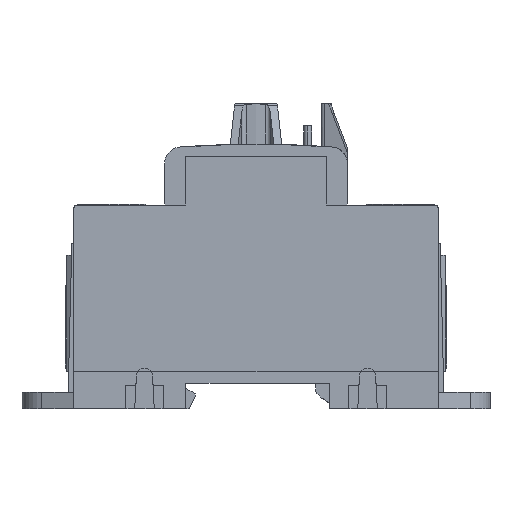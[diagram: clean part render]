
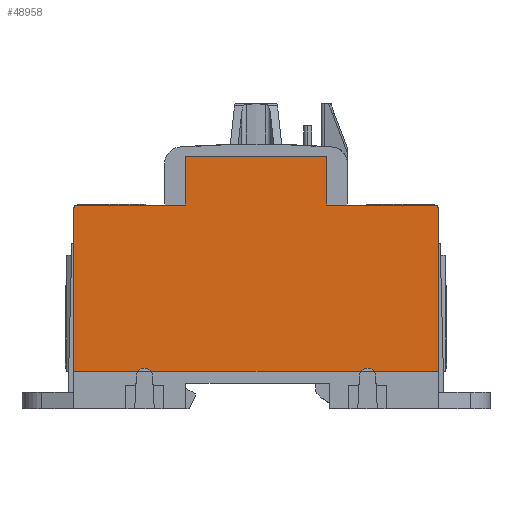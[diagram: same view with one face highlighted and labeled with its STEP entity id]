
A CAD part, left-side view. The second image highlights one B-rep face of the part: STEP entity #48958.
In plain terms, the highlighted planar face has unit normal (-1, 0, 0).
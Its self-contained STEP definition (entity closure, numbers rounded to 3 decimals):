
#36809=DIRECTION('',(0.,1.,0.));
#36810=VECTOR('',#36809,26.5);
#36811=CARTESIAN_POINT('',(-120.5,-96.5,50.2));
#36812=LINE('',#36811,#36810);
#36980=DIRECTION('',(0.,0.,1.));
#36981=VECTOR('',#36980,12.);
#36982=CARTESIAN_POINT('',(-120.5,-35.,50.2));
#36983=LINE('',#36982,#36981);
#36987=DIRECTION('',(0.,-1.,0.));
#36988=VECTOR('',#36987,35.);
#36989=CARTESIAN_POINT('',(-120.5,-35.,62.2));
#36990=LINE('',#36989,#36988);
#36994=DIRECTION('',(0.,0.,-1.));
#36995=VECTOR('',#36994,12.);
#36996=CARTESIAN_POINT('',(-120.5,-70.,62.2));
#36997=LINE('',#36996,#36995);
#37001=CARTESIAN_POINT('',(-120.5,-96.5,49.2));
#37002=DIRECTION('',(1.,0.,0.));
#37003=DIRECTION('',(0.,0.,1.));
#37004=AXIS2_PLACEMENT_3D('',#37001,#37002,#37003);
#37009=DIRECTION('',(0.,0.,-1.));
#37010=VECTOR('',#37009,40.);
#37011=CARTESIAN_POINT('',(-120.5,-97.5,49.2));
#37012=LINE('',#37011,#37010);
#37016=DIRECTION('',(0.,-1.,0.));
#37017=VECTOR('',#37016,15.897);
#37018=CARTESIAN_POINT('',(-120.5,-81.603,9.2));
#37019=LINE('',#37018,#37017);
#37023=CARTESIAN_POINT('',(-120.5,-80.,8.));
#37024=DIRECTION('',(-1.,0.,0.));
#37025=DIRECTION('',(0.,-0.801,0.599));
#37026=AXIS2_PLACEMENT_3D('',#37023,#37024,#37025);
#37031=DIRECTION('',(0.,-1.,0.));
#37032=VECTOR('',#37031,51.794);
#37033=CARTESIAN_POINT('',(-120.5,-26.603,9.2));
#37034=LINE('',#37033,#37032);
#37038=CARTESIAN_POINT('',(-120.5,-25.,8.));
#37039=DIRECTION('',(-1.,0.,0.));
#37040=DIRECTION('',(0.,-0.801,0.599));
#37041=AXIS2_PLACEMENT_3D('',#37038,#37039,#37040);
#37046=DIRECTION('',(0.,-1.,0.));
#37047=VECTOR('',#37046,15.897);
#37048=CARTESIAN_POINT('',(-120.5,-7.5,9.2));
#37049=LINE('',#37048,#37047);
#37053=DIRECTION('',(0.,0.,1.));
#37054=VECTOR('',#37053,40.);
#37055=CARTESIAN_POINT('',(-120.5,-7.5,9.2));
#37056=LINE('',#37055,#37054);
#37060=CARTESIAN_POINT('',(-120.5,-8.5,49.2));
#37061=DIRECTION('',(1.,0.,0.));
#37062=DIRECTION('',(0.,1.,0.));
#37063=AXIS2_PLACEMENT_3D('',#37060,#37061,#37062);
#37075=DIRECTION('',(0.,1.,0.));
#37076=VECTOR('',#37075,26.5);
#37077=CARTESIAN_POINT('',(-120.5,-35.,50.2));
#37078=LINE('',#37077,#37076);
#45613=CARTESIAN_POINT('',(-120.5,-7.5,49.2));
#45614=CARTESIAN_POINT('',(-120.5,-8.5,50.2));
#45615=VERTEX_POINT('',#45613);
#45616=VERTEX_POINT('',#45614);
#45617=CARTESIAN_POINT('',(-120.5,-96.5,50.2));
#45618=CARTESIAN_POINT('',(-120.5,-97.5,49.2));
#45619=VERTEX_POINT('',#45617);
#45620=VERTEX_POINT('',#45618);
#47001=CARTESIAN_POINT('',(-120.5,-7.5,9.2));
#47002=CARTESIAN_POINT('',(-120.5,-23.397,9.2));
#47003=VERTEX_POINT('',#47001);
#47004=VERTEX_POINT('',#47002);
#47005=CARTESIAN_POINT('',(-120.5,-26.603,9.2));
#47006=CARTESIAN_POINT('',(-120.5,-78.397,9.2));
#47007=VERTEX_POINT('',#47005);
#47008=VERTEX_POINT('',#47006);
#47009=CARTESIAN_POINT('',(-120.5,-81.603,9.2));
#47010=CARTESIAN_POINT('',(-120.5,-97.5,9.2));
#47011=VERTEX_POINT('',#47009);
#47012=VERTEX_POINT('',#47010);
#47113=CARTESIAN_POINT('',(-120.5,-35.,50.2));
#47114=CARTESIAN_POINT('',(-120.5,-35.,62.2));
#47115=VERTEX_POINT('',#47113);
#47116=VERTEX_POINT('',#47114);
#47117=CARTESIAN_POINT('',(-120.5,-70.,62.2));
#47118=VERTEX_POINT('',#47117);
#47119=CARTESIAN_POINT('',(-120.5,-70.,50.2));
#47120=VERTEX_POINT('',#47119);
#48927=CARTESIAN_POINT('',(-120.5,0.,0.));
#48928=DIRECTION('',(-1.,0.,0.));
#48929=DIRECTION('',(0.,-1.,0.));
#48930=AXIS2_PLACEMENT_3D('',#48927,#48928,#48929);
#48931=PLANE('',#48930);
#48933=ORIENTED_EDGE('',*,*,#48932,.F.);
#48935=ORIENTED_EDGE('',*,*,#48934,.T.);
#48937=ORIENTED_EDGE('',*,*,#48936,.T.);
#48939=ORIENTED_EDGE('',*,*,#48938,.T.);
#48940=ORIENTED_EDGE('',*,*,#48835,.F.);
#48942=ORIENTED_EDGE('',*,*,#48941,.T.);
#48944=ORIENTED_EDGE('',*,*,#48943,.T.);
#48945=ORIENTED_EDGE('',*,*,#48683,.F.);
#48947=ORIENTED_EDGE('',*,*,#48946,.T.);
#48948=ORIENTED_EDGE('',*,*,#48675,.F.);
#48950=ORIENTED_EDGE('',*,*,#48949,.T.);
#48951=ORIENTED_EDGE('',*,*,#48667,.F.);
#48953=ORIENTED_EDGE('',*,*,#48952,.T.);
#48955=ORIENTED_EDGE('',*,*,#48954,.T.);
#48956=EDGE_LOOP('',(#48933,#48935,#48937,#48939,#48940,#48942,#48944,#48945,
#48947,#48948,#48950,#48951,#48953,#48955));
#48957=FACE_OUTER_BOUND('',#48956,.F.);
#37005=CIRCLE('',#37004,1.);
#37027=CIRCLE('',#37026,2.002);
#37042=CIRCLE('',#37041,2.002);
#37064=CIRCLE('',#37063,1.);
#48667=EDGE_CURVE('',#47003,#47004,#37049,.T.);
#48675=EDGE_CURVE('',#47007,#47008,#37034,.T.);
#48683=EDGE_CURVE('',#47011,#47012,#37019,.T.);
#48835=EDGE_CURVE('',#45619,#47120,#36812,.T.);
#48932=EDGE_CURVE('',#47115,#45616,#37078,.T.);
#48934=EDGE_CURVE('',#47115,#47116,#36983,.T.);
#48936=EDGE_CURVE('',#47116,#47118,#36990,.T.);
#48938=EDGE_CURVE('',#47118,#47120,#36997,.T.);
#48941=EDGE_CURVE('',#45619,#45620,#37005,.T.);
#48943=EDGE_CURVE('',#45620,#47012,#37012,.T.);
#48946=EDGE_CURVE('',#47011,#47008,#37027,.T.);
#48949=EDGE_CURVE('',#47007,#47004,#37042,.T.);
#48952=EDGE_CURVE('',#47003,#45615,#37056,.T.);
#48954=EDGE_CURVE('',#45615,#45616,#37064,.T.);
#48958=ADVANCED_FACE('',(#48957),#48931,.T.);
